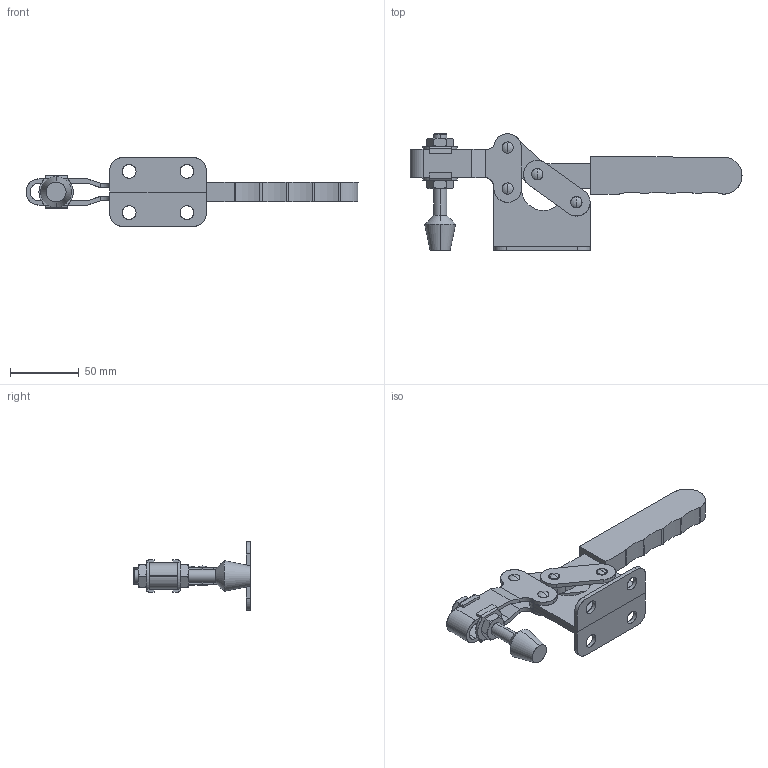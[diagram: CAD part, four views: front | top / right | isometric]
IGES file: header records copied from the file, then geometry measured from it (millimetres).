
Start section: SolidWorks IGES file using analytic representation for surfaces
Bounding box: 241.4 x 85 x 50 mm (x, y, z)
Surface area: 48530.2 mm2 (no closed solid volume)
Topology: 0 solids, 0 shells, 241 faces, 3770 edges, 3766 vertices
Faces by surface type: revolution 136, bspline 105
